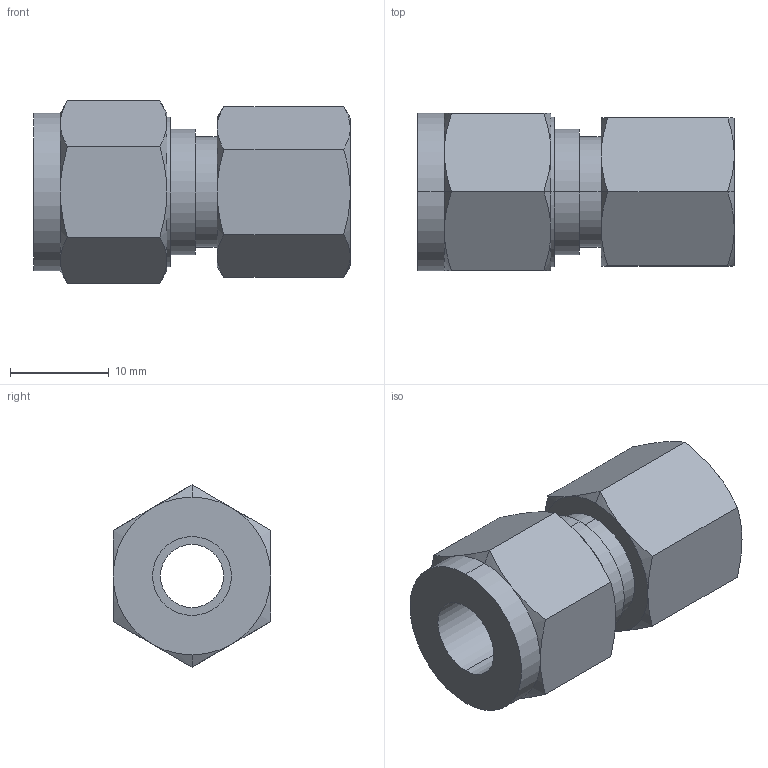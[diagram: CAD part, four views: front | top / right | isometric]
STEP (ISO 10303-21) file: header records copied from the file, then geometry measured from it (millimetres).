
FILE_DESCRIPTION (( 'STEP AP203' ), '1' );
FILE_NAME ('RizurLok-PP-8(O)-1.8RT(Pf).STEP', '2022-04-05T13:04:04', ( '' ), ( '' ), 'SwSTEP 2.0', 'SolidWorks 2020', '' );
FILE_SCHEMA (( 'CONFIG_CONTROL_DESIGN' ));
Length unit declared in the file: millimetre
Products named in the file (2): RizurLok-PP-8(O)-1.8RT(Pf)
Assembly tree (1 placements, depth 2):
  RizurLok-PP-8(O)-1.8RT(Pf)
    RizurLok-PP-8(O)-1.8RT(Pf)
Bounding box: 32.1 x 16 x 18.48 mm (x, y, z)
Volume: 4636.1 mm3; surface area: 2956.9 mm2
Topology: 1 solids, 1 shells, 206 faces, 525 edges, 338 vertices
Faces by surface type: plane 83, bspline 75, cone 36, cylinder 12
Entity records: 9315 total; most frequent: CARTESIAN_POINT 4708, ORIENTED_EDGE 1050, DIRECTION 657, EDGE_CURVE 525, VERTEX_POINT 338, LINE 267, VECTOR 267, EDGE_LOOP 225
